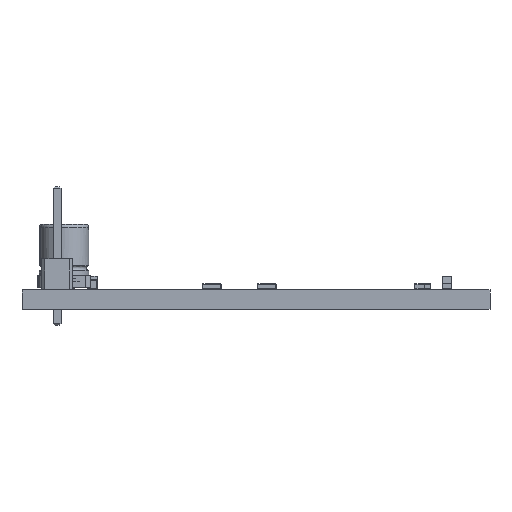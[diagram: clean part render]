
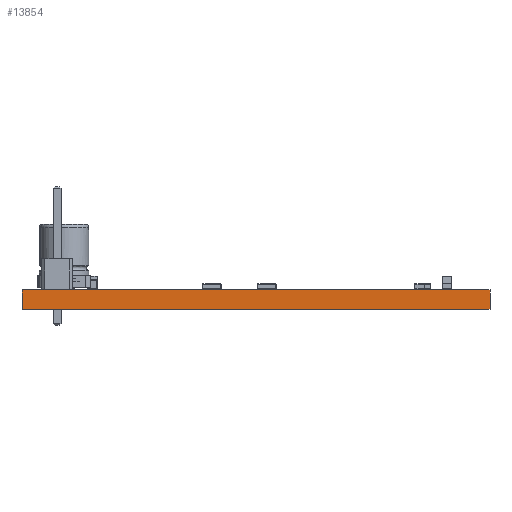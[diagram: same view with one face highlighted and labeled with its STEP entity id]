
A CAD part, front view. The second image highlights one B-rep face of the part: STEP entity #13854.
In plain terms, the highlighted planar face has unit normal (0, -1, 0).
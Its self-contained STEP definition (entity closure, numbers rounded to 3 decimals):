
#13854 = ADVANCED_FACE('',(#13855),#13869,.T.);
#13855 = FACE_BOUND('',#13856,.T.);
#13856 = EDGE_LOOP('',(#13857,#13892,#13920,#13948));
#13857 = ORIENTED_EDGE('',*,*,#13858,.T.);
#13858 = EDGE_CURVE('',#13859,#13861,#13863,.T.);
#13859 = VERTEX_POINT('',#13860);
#13860 = CARTESIAN_POINT('',(140.208,-115.57,0.));
#13861 = VERTEX_POINT('',#13862);
#13862 = CARTESIAN_POINT('',(140.208,-115.57,1.6));
#13863 = SURFACE_CURVE('',#13864,(#13868,#13880),.PCURVE_S1.);
#13864 = LINE('',#13865,#13866);
#13865 = CARTESIAN_POINT('',(140.208,-115.57,0.));
#13866 = VECTOR('',#13867,1.);
#13867 = DIRECTION('',(0.,0.,1.));
#13868 = PCURVE('',#13869,#13874);
#13869 = PLANE('',#13870);
#13870 = AXIS2_PLACEMENT_3D('',#13871,#13872,#13873);
#13871 = CARTESIAN_POINT('',(140.208,-115.57,0.));
#13872 = DIRECTION('',(0.,-1.,0.));
#13873 = DIRECTION('',(-1.,0.,0.));
#13874 = DEFINITIONAL_REPRESENTATION('',(#13875),#13879);
#13875 = LINE('',#13876,#13877);
#13876 = CARTESIAN_POINT('',(0.,0.));
#13877 = VECTOR('',#13878,1.);
#13878 = DIRECTION('',(0.,-1.));
#13879 = ( GEOMETRIC_REPRESENTATION_CONTEXT(2) 
PARAMETRIC_REPRESENTATION_CONTEXT() REPRESENTATION_CONTEXT('2D SPACE',''
  ) );
#13880 = PCURVE('',#13881,#13886);
#13881 = PLANE('',#13882);
#13882 = AXIS2_PLACEMENT_3D('',#13883,#13884,#13885);
#13883 = CARTESIAN_POINT('',(140.208,-34.29,0.));
#13884 = DIRECTION('',(1.,0.,0.));
#13885 = DIRECTION('',(0.,-1.,0.));
#13886 = DEFINITIONAL_REPRESENTATION('',(#13887),#13891);
#13887 = LINE('',#13888,#13889);
#13888 = CARTESIAN_POINT('',(81.28,0.));
#13889 = VECTOR('',#13890,1.);
#13890 = DIRECTION('',(0.,-1.));
#13891 = ( GEOMETRIC_REPRESENTATION_CONTEXT(2) 
PARAMETRIC_REPRESENTATION_CONTEXT() REPRESENTATION_CONTEXT('2D SPACE',''
  ) );
#13892 = ORIENTED_EDGE('',*,*,#13893,.T.);
#13893 = EDGE_CURVE('',#13861,#13894,#13896,.T.);
#13894 = VERTEX_POINT('',#13895);
#13895 = CARTESIAN_POINT('',(101.346,-115.57,1.6));
#13896 = SURFACE_CURVE('',#13897,(#13901,#13908),.PCURVE_S1.);
#13897 = LINE('',#13898,#13899);
#13898 = CARTESIAN_POINT('',(140.208,-115.57,1.6));
#13899 = VECTOR('',#13900,1.);
#13900 = DIRECTION('',(-1.,0.,0.));
#13901 = PCURVE('',#13869,#13902);
#13902 = DEFINITIONAL_REPRESENTATION('',(#13903),#13907);
#13903 = LINE('',#13904,#13905);
#13904 = CARTESIAN_POINT('',(0.,-1.6));
#13905 = VECTOR('',#13906,1.);
#13906 = DIRECTION('',(1.,0.));
#13907 = ( GEOMETRIC_REPRESENTATION_CONTEXT(2) 
PARAMETRIC_REPRESENTATION_CONTEXT() REPRESENTATION_CONTEXT('2D SPACE',''
  ) );
#13908 = PCURVE('',#13909,#13914);
#13909 = PLANE('',#13910);
#13910 = AXIS2_PLACEMENT_3D('',#13911,#13912,#13913);
#13911 = CARTESIAN_POINT('',(120.772,-72.171,1.6));
#13912 = DIRECTION('',(0.,0.,-1.));
#13913 = DIRECTION('',(-1.,0.,0.));
#13914 = DEFINITIONAL_REPRESENTATION('',(#13915),#13919);
#13915 = LINE('',#13916,#13917);
#13916 = CARTESIAN_POINT('',(-19.436,-43.399));
#13917 = VECTOR('',#13918,1.);
#13918 = DIRECTION('',(1.,0.));
#13919 = ( GEOMETRIC_REPRESENTATION_CONTEXT(2) 
PARAMETRIC_REPRESENTATION_CONTEXT() REPRESENTATION_CONTEXT('2D SPACE',''
  ) );
#13920 = ORIENTED_EDGE('',*,*,#13921,.F.);
#13921 = EDGE_CURVE('',#13922,#13894,#13924,.T.);
#13922 = VERTEX_POINT('',#13923);
#13923 = CARTESIAN_POINT('',(101.346,-115.57,0.));
#13924 = SURFACE_CURVE('',#13925,(#13929,#13936),.PCURVE_S1.);
#13925 = LINE('',#13926,#13927);
#13926 = CARTESIAN_POINT('',(101.346,-115.57,0.));
#13927 = VECTOR('',#13928,1.);
#13928 = DIRECTION('',(0.,0.,1.));
#13929 = PCURVE('',#13869,#13930);
#13930 = DEFINITIONAL_REPRESENTATION('',(#13931),#13935);
#13931 = LINE('',#13932,#13933);
#13932 = CARTESIAN_POINT('',(38.862,0.));
#13933 = VECTOR('',#13934,1.);
#13934 = DIRECTION('',(0.,-1.));
#13935 = ( GEOMETRIC_REPRESENTATION_CONTEXT(2) 
PARAMETRIC_REPRESENTATION_CONTEXT() REPRESENTATION_CONTEXT('2D SPACE',''
  ) );
#13936 = PCURVE('',#13937,#13942);
#13937 = PLANE('',#13938);
#13938 = AXIS2_PLACEMENT_3D('',#13939,#13940,#13941);
#13939 = CARTESIAN_POINT('',(101.346,-115.57,0.));
#13940 = DIRECTION('',(-1.,0.,0.));
#13941 = DIRECTION('',(0.,1.,0.));
#13942 = DEFINITIONAL_REPRESENTATION('',(#13943),#13947);
#13943 = LINE('',#13944,#13945);
#13944 = CARTESIAN_POINT('',(0.,0.));
#13945 = VECTOR('',#13946,1.);
#13946 = DIRECTION('',(0.,-1.));
#13947 = ( GEOMETRIC_REPRESENTATION_CONTEXT(2) 
PARAMETRIC_REPRESENTATION_CONTEXT() REPRESENTATION_CONTEXT('2D SPACE',''
  ) );
#13948 = ORIENTED_EDGE('',*,*,#13949,.F.);
#13949 = EDGE_CURVE('',#13859,#13922,#13950,.T.);
#13950 = SURFACE_CURVE('',#13951,(#13955,#13962),.PCURVE_S1.);
#13951 = LINE('',#13952,#13953);
#13952 = CARTESIAN_POINT('',(140.208,-115.57,0.));
#13953 = VECTOR('',#13954,1.);
#13954 = DIRECTION('',(-1.,0.,0.));
#13955 = PCURVE('',#13869,#13956);
#13956 = DEFINITIONAL_REPRESENTATION('',(#13957),#13961);
#13957 = LINE('',#13958,#13959);
#13958 = CARTESIAN_POINT('',(0.,0.));
#13959 = VECTOR('',#13960,1.);
#13960 = DIRECTION('',(1.,0.));
#13961 = ( GEOMETRIC_REPRESENTATION_CONTEXT(2) 
PARAMETRIC_REPRESENTATION_CONTEXT() REPRESENTATION_CONTEXT('2D SPACE',''
  ) );
#13962 = PCURVE('',#13963,#13968);
#13963 = PLANE('',#13964);
#13964 = AXIS2_PLACEMENT_3D('',#13965,#13966,#13967);
#13965 = CARTESIAN_POINT('',(120.772,-72.171,0.));
#13966 = DIRECTION('',(0.,0.,-1.));
#13967 = DIRECTION('',(-1.,0.,0.));
#13968 = DEFINITIONAL_REPRESENTATION('',(#13969),#13973);
#13969 = LINE('',#13970,#13971);
#13970 = CARTESIAN_POINT('',(-19.436,-43.399));
#13971 = VECTOR('',#13972,1.);
#13972 = DIRECTION('',(1.,0.));
#13973 = ( GEOMETRIC_REPRESENTATION_CONTEXT(2) 
PARAMETRIC_REPRESENTATION_CONTEXT() REPRESENTATION_CONTEXT('2D SPACE',''
  ) );
